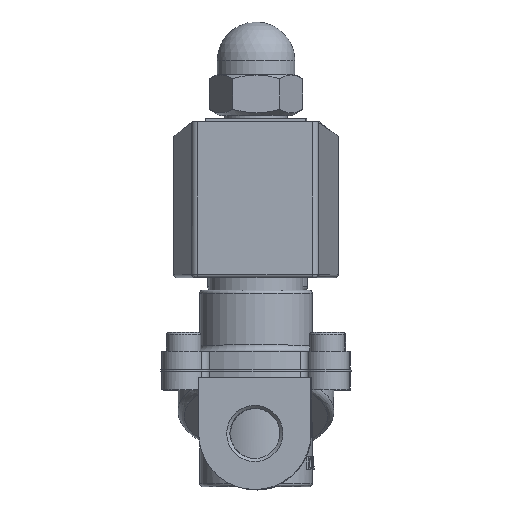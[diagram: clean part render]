
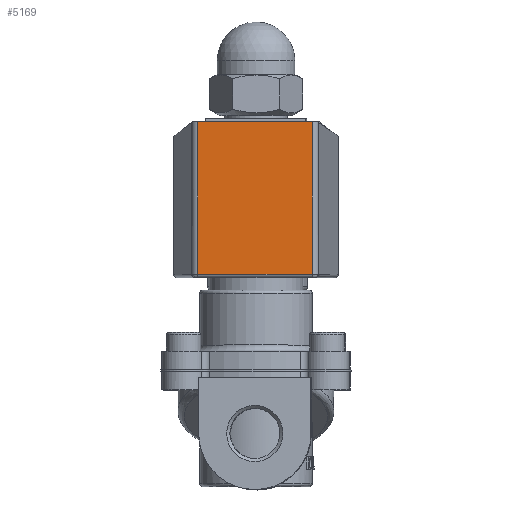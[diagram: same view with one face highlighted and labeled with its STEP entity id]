
A CAD part, top view. The second image highlights one B-rep face of the part: STEP entity #5169.
In plain terms, the highlighted face is planar.
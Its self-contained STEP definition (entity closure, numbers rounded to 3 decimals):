
#248=PLANE('',#5765);
#535=FACE_OUTER_BOUND('',#851,.T.);
#851=EDGE_LOOP('',(#4278,#4279,#4280,#4281));
#1357=LINE('',#8812,#1670);
#1398=LINE('',#9357,#1711);
#1403=LINE('',#9370,#1716);
#1467=LINE('',#9838,#1780);
#1670=VECTOR('',#6554,10.);
#1711=VECTOR('',#6767,10.);
#1716=VECTOR('',#6780,10.);
#1780=VECTOR('',#7078,10.);
#2179=VERTEX_POINT('',#8806);
#2180=VERTEX_POINT('',#8810);
#2236=VERTEX_POINT('',#9355);
#2240=VERTEX_POINT('',#9369);
#2757=EDGE_CURVE('',#2180,#2179,#1357,.T.);
#2864=EDGE_CURVE('',#2236,#2180,#1398,.T.);
#2870=EDGE_CURVE('',#2179,#2240,#1403,.T.);
#3010=EDGE_CURVE('',#2240,#2236,#1467,.T.);
#4278=ORIENTED_EDGE('',*,*,#2757,.F.);
#4279=ORIENTED_EDGE('',*,*,#2864,.F.);
#4280=ORIENTED_EDGE('',*,*,#3010,.F.);
#4281=ORIENTED_EDGE('',*,*,#2870,.F.);
#5169=ADVANCED_FACE('',(#535),#248,.T.);
#5765=AXIS2_PLACEMENT_3D('',#9837,#7076,#7077);
#6554=DIRECTION('',(-1.,0.,0.));
#6767=DIRECTION('',(0.,-1.,0.));
#6780=DIRECTION('',(0.,1.,0.));
#7076=DIRECTION('center_axis',(0.,0.,1.));
#7077=DIRECTION('ref_axis',(1.,0.,0.));
#7078=DIRECTION('',(1.,0.,0.));
#8806=CARTESIAN_POINT('',(-9.166,25.5,37.75));
#8810=CARTESIAN_POINT('',(9.166,25.5,37.75));
#8812=CARTESIAN_POINT('',(-5.,25.5,37.75));
#9355=CARTESIAN_POINT('',(9.166,50.,37.75));
#9357=CARTESIAN_POINT('',(9.166,25.,37.75));
#9369=CARTESIAN_POINT('',(-9.166,50.,37.75));
#9370=CARTESIAN_POINT('',(-9.166,25.,37.75));
#9837=CARTESIAN_POINT('Origin',(-10.,25.,37.75));
#9838=CARTESIAN_POINT('',(-10.,50.,37.75));
